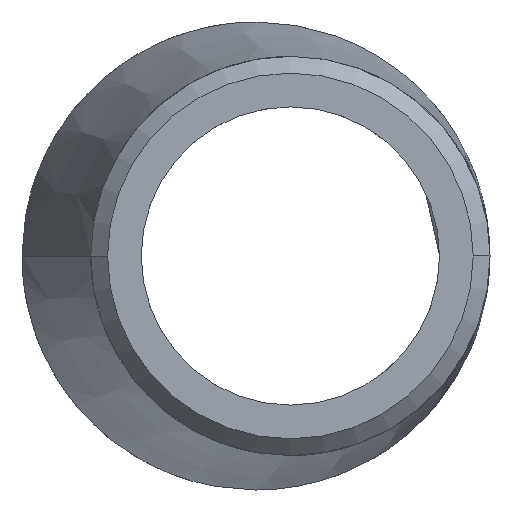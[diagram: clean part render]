
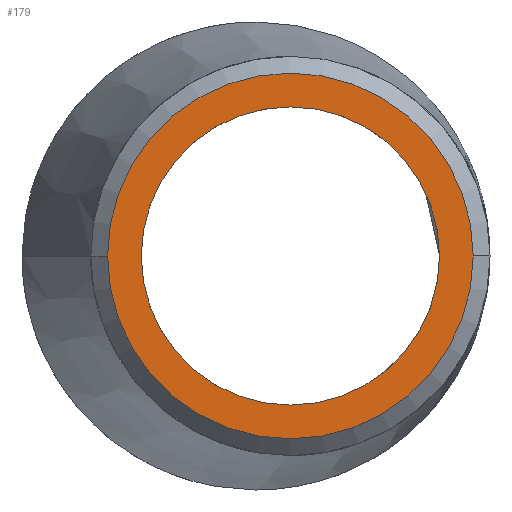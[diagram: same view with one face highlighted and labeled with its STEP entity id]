
A CAD part, left-side view. The second image highlights one B-rep face of the part: STEP entity #179.
In plain terms, the highlighted planar face has unit normal (-1, 0, 0).
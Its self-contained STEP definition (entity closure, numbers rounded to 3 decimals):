
#131 = EDGE_CURVE( '', #173, #145, #345, .T. );
#145 = VERTEX_POINT( '', #361 );
#159 = VERTEX_POINT( '', #377 );
#173 = VERTEX_POINT( '', #392 );
#179 = ADVANCED_FACE( '', ( #399, #400 ), #401, .F. );
#183 = EDGE_CURVE( '', #229, #159, #405, .T. );
#191 = EDGE_CURVE( '', #145, #173, #413, .T. );
#199 = EDGE_CURVE( '', #159, #229, #423, .T. );
#229 = VERTEX_POINT( '', #457 );
#345 = CIRCLE( '', #595, 12.5 );
#361 = CARTESIAN_POINT( '', ( 0., -2.35, 12.5 ) );
#377 = CARTESIAN_POINT( '', ( 0., -2.35, -10.2 ) );
#392 = CARTESIAN_POINT( '', ( 0., -2.35, -12.5 ) );
#399 = FACE_OUTER_BOUND( '', #895, .T. );
#400 = FACE_BOUND( '', #896, .T. );
#401 = PLANE( '', #897 );
#405 = CIRCLE( '', #904, 10.2 );
#413 = CIRCLE( '', #920, 12.5 );
#423 = CIRCLE( '', #1122, 10.2 );
#457 = CARTESIAN_POINT( '', ( 0., -2.35, 10.2 ) );
#595 = AXIS2_PLACEMENT_3D( '', #1783, #1784, #1785 );
#895 = EDGE_LOOP( '', ( #1846, #1847 ) );
#896 = EDGE_LOOP( '', ( #1848, #1849 ) );
#897 = AXIS2_PLACEMENT_3D( '', #1850, #1851, #1852 );
#904 = AXIS2_PLACEMENT_3D( '', #1854, #1855, #1856 );
#920 = AXIS2_PLACEMENT_3D( '', #1861, #1862, #1863 );
#1122 = AXIS2_PLACEMENT_3D( '', #1880, #1881, #1882 );
#1783 = CARTESIAN_POINT( '', ( 0., -2.35, 0. ) );
#1784 = DIRECTION( '', ( 1., 0., 0. ) );
#1785 = DIRECTION( '', ( 0., 0., -1. ) );
#1846 = ORIENTED_EDGE( '', *, *, #131, .F. );
#1847 = ORIENTED_EDGE( '', *, *, #191, .F. );
#1848 = ORIENTED_EDGE( '', *, *, #199, .F. );
#1849 = ORIENTED_EDGE( '', *, *, #183, .F. );
#1850 = CARTESIAN_POINT( '', ( 0., 0., 0. ) );
#1851 = DIRECTION( '', ( 1., 0., 0. ) );
#1852 = DIRECTION( '', ( 0., 0., -1. ) );
#1854 = CARTESIAN_POINT( '', ( 0., -2.35, 0. ) );
#1855 = DIRECTION( '', ( -1., 0., 0. ) );
#1856 = DIRECTION( '', ( 0., 0., -1. ) );
#1861 = CARTESIAN_POINT( '', ( 0., -2.35, 0. ) );
#1862 = DIRECTION( '', ( 1., 0., 0. ) );
#1863 = DIRECTION( '', ( 0., 0., -1. ) );
#1880 = CARTESIAN_POINT( '', ( 0., -2.35, 0. ) );
#1881 = DIRECTION( '', ( -1., 0., 0. ) );
#1882 = DIRECTION( '', ( 0., 0., -1. ) );
